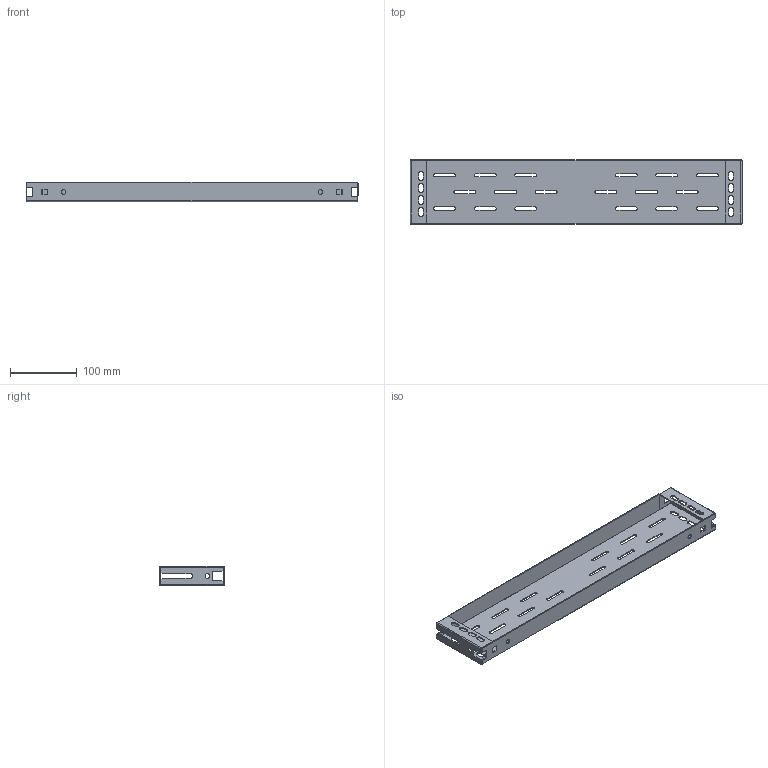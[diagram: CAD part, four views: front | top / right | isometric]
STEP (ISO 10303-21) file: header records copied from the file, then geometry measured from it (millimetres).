
FILE_DESCRIPTION (( 'STEP AP203' ), '1' );
FILE_NAME ('R5DOE6095.step', '2011-03-17T12:02:35', ( 'User' ), ( 'DKC' ), 'SwSTEP 2.0', 'SolidWorks 2011', '' );
FILE_SCHEMA (( 'CONFIG_CONTROL_DESIGN' ));
Length unit declared in the file: millimetre
Products named in the file (1): R5DOE6095
Bounding box: 499 x 96.5 x 30 mm (x, y, z)
Volume: 118722.7 mm3; surface area: 164368.6 mm2
Topology: 1 solids, 1 shells, 304 faces, 844 edges, 540 vertices
Faces by surface type: plane 188, cylinder 116
Entity records: 9909 total; most frequent: DIRECTION 1698, CARTESIAN_POINT 1689, ORIENTED_EDGE 1688, EDGE_CURVE 844, LINE 600, VECTOR 600, AXIS2_PLACEMENT_3D 549, VERTEX_POINT 540
